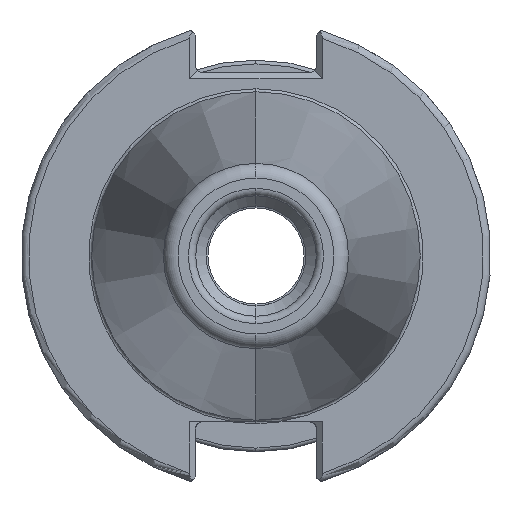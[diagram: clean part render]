
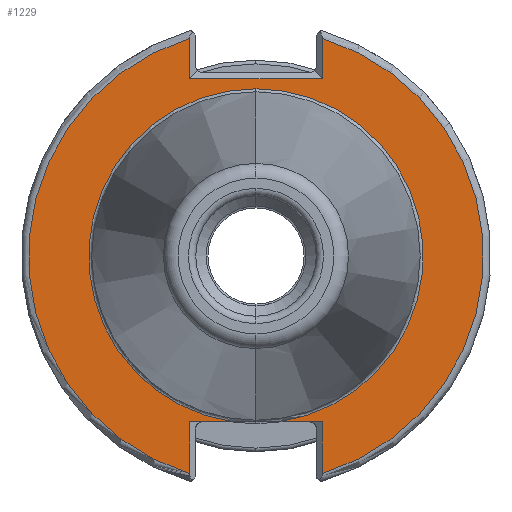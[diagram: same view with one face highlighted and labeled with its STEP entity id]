
A CAD part, left-side view. The second image highlights one B-rep face of the part: STEP entity #1229.
In plain terms, the highlighted planar face has unit normal (-1, 0, 0).
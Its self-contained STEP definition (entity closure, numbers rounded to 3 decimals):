
#12 = DIRECTION ( 'NONE',  ( 0., 0., 1. ) ) ;
#53 = AXIS2_PLACEMENT_3D ( 'NONE', #4663, #2272, #5084 ) ;
#121 = VERTEX_POINT ( 'NONE', #3104 ) ;
#166 = LINE ( 'NONE', #267, #3245 ) ;
#200 = DIRECTION ( 'NONE',  ( 0., 0., -1. ) ) ;
#211 = EDGE_LOOP ( 'NONE', ( #895, #4585, #3367, #2909, #3906, #4315, #1149, #628, #2461, #3291, #5199 ) ) ;
#267 = CARTESIAN_POINT ( 'NONE',  ( -96.92, -8.99, 0. ) ) ;
#304 = CARTESIAN_POINT ( 'NONE',  ( -96.92, 8.99, 0. ) ) ;
#560 = VERTEX_POINT ( 'NONE', #4286 ) ;
#628 = ORIENTED_EDGE ( 'NONE', *, *, #3959, .T. ) ;
#638 = AXIS2_PLACEMENT_3D ( 'NONE', #5020, #2621, #200 ) ;
#660 = DIRECTION ( 'NONE',  ( 0., 0., -1. ) ) ;
#784 = AXIS2_PLACEMENT_3D ( 'NONE', #3362, #975, #3776 ) ;
#817 = CARTESIAN_POINT ( 'NONE',  ( -96.92, 8.99, 30.701 ) ) ;
#895 = ORIENTED_EDGE ( 'NONE', *, *, #3117, .T. ) ;
#965 = VERTEX_POINT ( 'NONE', #1787 ) ;
#975 = DIRECTION ( 'NONE',  ( -1., 0., 0. ) ) ;
#1050 = VERTEX_POINT ( 'NONE', #1440 ) ;
#1052 = VECTOR ( 'NONE', #3331, 1000. ) ;
#1149 = ORIENTED_EDGE ( 'NONE', *, *, #3795, .T. ) ;
#1229 = ADVANCED_FACE ( 'NONE', ( #2032 ), #3627, .F. ) ;
#1293 = CIRCLE ( 'NONE', #5006, 22.625 ) ;
#1299 = CARTESIAN_POINT ( 'NONE',  ( -96.92, -8.99, 24. ) ) ;
#1335 = VERTEX_POINT ( 'NONE', #4120 ) ;
#1351 = VECTOR ( 'NONE', #1908, 1000. ) ;
#1440 = CARTESIAN_POINT ( 'NONE',  ( -96.92, 8.99, -22.41 ) ) ;
#1517 = CARTESIAN_POINT ( 'NONE',  ( -96.92, -8.99, -29.433 ) ) ;
#1660 = DIRECTION ( 'NONE',  ( 1., 0., 0. ) ) ;
#1719 = VERTEX_POINT ( 'NONE', #1990 ) ;
#1787 = CARTESIAN_POINT ( 'NONE',  ( -96.92, -8.99, -22.41 ) ) ;
#1831 = DIRECTION ( 'NONE',  ( -1., 0., 0. ) ) ;
#1874 = CIRCLE ( 'NONE', #784, 30.775 ) ;
#1878 = LINE ( 'NONE', #2561, #1052 ) ;
#1908 = DIRECTION ( 'NONE',  ( 0., 0., -1. ) ) ;
#1928 = DIRECTION ( 'NONE',  ( 0., 0., 1. ) ) ;
#1947 = VECTOR ( 'NONE', #3921, 1000. ) ;
#1990 = CARTESIAN_POINT ( 'NONE',  ( -96.92, -3.112, -22.41 ) ) ;
#2013 = VECTOR ( 'NONE', #12, 1000. ) ;
#2032 = FACE_OUTER_BOUND ( 'NONE', #211, .T. ) ;
#2071 = DIRECTION ( 'NONE',  ( 0., -1., 0. ) ) ;
#2241 = CARTESIAN_POINT ( 'NONE',  ( -96.92, 3.112, -22.41 ) ) ;
#2272 = DIRECTION ( 'NONE',  ( -1., 0., 0. ) ) ;
#2326 = VECTOR ( 'NONE', #1928, 1000. ) ;
#2421 = VERTEX_POINT ( 'NONE', #4138 ) ;
#2461 = ORIENTED_EDGE ( 'NONE', *, *, #4397, .T. ) ;
#2552 = VERTEX_POINT ( 'NONE', #2241 ) ;
#2561 = CARTESIAN_POINT ( 'NONE',  ( -96.92, -8.19, -22.41 ) ) ;
#2621 = DIRECTION ( 'NONE',  ( -1., 0., 0. ) ) ;
#2715 = CARTESIAN_POINT ( 'NONE',  ( -96.92, 8.99, 24. ) ) ;
#2730 = AXIS2_PLACEMENT_3D ( 'NONE', #4055, #1660, #4451 ) ;
#2909 = ORIENTED_EDGE ( 'NONE', *, *, #3615, .T. ) ;
#3005 = LINE ( 'NONE', #5130, #1947 ) ;
#3104 = CARTESIAN_POINT ( 'NONE',  ( -96.92, -8.99, 29.433 ) ) ;
#3117 = EDGE_CURVE ( 'NONE', #3448, #2421, #3190, .T. ) ;
#3190 = LINE ( 'NONE', #817, #2013 ) ;
#3245 = VECTOR ( 'NONE', #660, 1000. ) ;
#3287 = EDGE_CURVE ( 'NONE', #2421, #560, #4832, .T. ) ;
#3291 = ORIENTED_EDGE ( 'NONE', *, *, #4559, .T. ) ;
#3331 = DIRECTION ( 'NONE',  ( 0., -1., 0. ) ) ;
#3362 = CARTESIAN_POINT ( 'NONE',  ( -96.92, 0., 0. ) ) ;
#3367 = ORIENTED_EDGE ( 'NONE', *, *, #3447, .T. ) ;
#3429 = LINE ( 'NONE', #4455, #4499 ) ;
#3443 = EDGE_CURVE ( 'NONE', #3725, #3448, #3005, .T. ) ;
#3447 = EDGE_CURVE ( 'NONE', #560, #1050, #4071, .T. ) ;
#3448 = VERTEX_POINT ( 'NONE', #2715 ) ;
#3462 = VERTEX_POINT ( 'NONE', #1517 ) ;
#3615 = EDGE_CURVE ( 'NONE', #1050, #2552, #3429, .T. ) ;
#3627 = PLANE ( 'NONE',  #2730 ) ;
#3725 = VERTEX_POINT ( 'NONE', #1299 ) ;
#3776 = DIRECTION ( 'NONE',  ( 0., 0., -1. ) ) ;
#3795 = EDGE_CURVE ( 'NONE', #1719, #965, #1878, .T. ) ;
#3906 = ORIENTED_EDGE ( 'NONE', *, *, #4946, .F. ) ;
#3921 = DIRECTION ( 'NONE',  ( 0., 1., 0. ) ) ;
#3959 = EDGE_CURVE ( 'NONE', #965, #3462, #166, .T. ) ;
#4055 = CARTESIAN_POINT ( 'NONE',  ( -96.92, 0., 0. ) ) ;
#4071 = LINE ( 'NONE', #304, #2326 ) ;
#4120 = CARTESIAN_POINT ( 'NONE',  ( -96.92, 0., 22.625 ) ) ;
#4138 = CARTESIAN_POINT ( 'NONE',  ( -96.92, 8.99, 29.433 ) ) ;
#4223 = CARTESIAN_POINT ( 'NONE',  ( -96.92, 0., 0. ) ) ;
#4286 = CARTESIAN_POINT ( 'NONE',  ( -96.92, 8.99, -29.433 ) ) ;
#4315 = ORIENTED_EDGE ( 'NONE', *, *, #4980, .F. ) ;
#4368 = CIRCLE ( 'NONE', #53, 22.625 ) ;
#4397 = EDGE_CURVE ( 'NONE', #3462, #121, #1874, .T. ) ;
#4451 = DIRECTION ( 'NONE',  ( 0., 0., -1. ) ) ;
#4455 = CARTESIAN_POINT ( 'NONE',  ( -96.92, -8.19, -22.41 ) ) ;
#4499 = VECTOR ( 'NONE', #2071, 1000. ) ;
#4559 = EDGE_CURVE ( 'NONE', #121, #3725, #4684, .T. ) ;
#4585 = ORIENTED_EDGE ( 'NONE', *, *, #3287, .T. ) ;
#4624 = DIRECTION ( 'NONE',  ( 0., 0., 1. ) ) ;
#4663 = CARTESIAN_POINT ( 'NONE',  ( -96.92, 0., 0. ) ) ;
#4684 = LINE ( 'NONE', #4703, #1351 ) ;
#4703 = CARTESIAN_POINT ( 'NONE',  ( -96.92, -8.99, 24.8 ) ) ;
#4832 = CIRCLE ( 'NONE', #638, 30.775 ) ;
#4946 = EDGE_CURVE ( 'NONE', #1335, #2552, #1293, .T. ) ;
#4980 = EDGE_CURVE ( 'NONE', #1719, #1335, #4368, .T. ) ;
#5006 = AXIS2_PLACEMENT_3D ( 'NONE', #4223, #1831, #4624 ) ;
#5020 = CARTESIAN_POINT ( 'NONE',  ( -96.92, 0., 0. ) ) ;
#5084 = DIRECTION ( 'NONE',  ( 0., 0., 1. ) ) ;
#5130 = CARTESIAN_POINT ( 'NONE',  ( -96.92, 0., 24. ) ) ;
#5199 = ORIENTED_EDGE ( 'NONE', *, *, #3443, .T. ) ;
